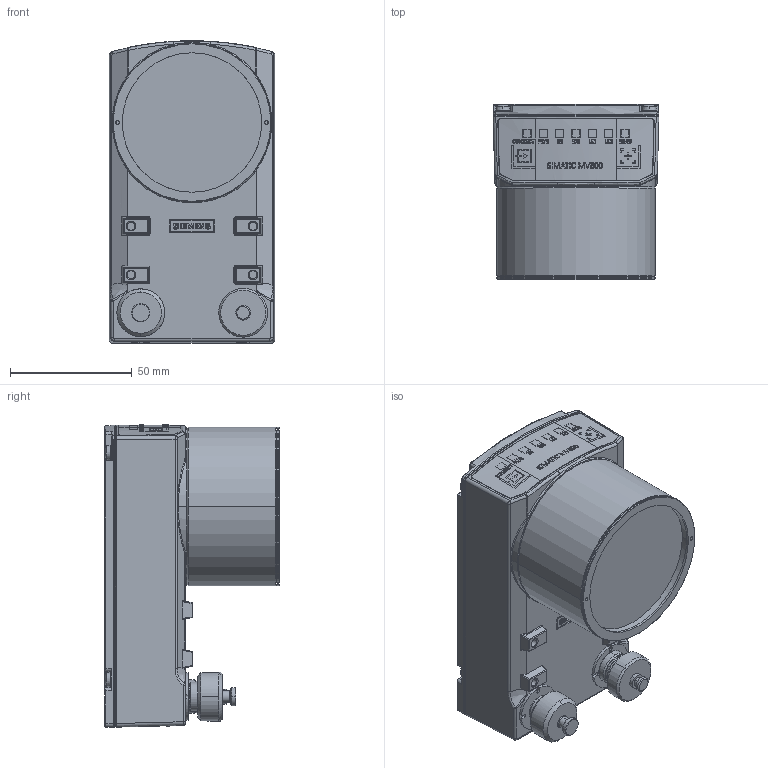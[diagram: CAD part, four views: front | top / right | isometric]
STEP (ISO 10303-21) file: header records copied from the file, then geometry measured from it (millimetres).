
FILE_DESCRIPTION(/* description */ (''),/* implementation_level */ '2;1');
FILE_NAME(/* name */ '6GF3530-0CD10_3d.stp',/* time_stamp */ '2022-12-06T13:03:36+01:00',/* author */ (''),/* organization */ (''),/* preprocessor_version */ 'ST-DEVELOPER v18.102',/* originating_system */ 'SIEMENS PLM Software NX 2023',/* authorisation */ '');
FILE_SCHEMA (('AUTOMOTIVE_DESIGN { 1 0 10303 214 3 1 1 1 }'));
Length unit declared in the file: millimetre
Products named in the file (4): Labeling; Body; Cap; 1844_6GF3530-0CD10_simplf
Assembly tree (3 placements, depth 2):
  1844_6GF3530-0CD10_simplf
    Cap
    Body
    Labeling
Bounding box: 68.05 x 71.71 x 124.02 mm (x, y, z)
Volume: 395415.9 mm3; surface area: 46650.7 mm2
Topology: 3 solids, 73 shells, 1001 faces, 3100 edges, 2260 vertices
Faces by surface type: cylinder 445, plane 323, cone 81, torus 80, bspline 50, sphere 18, extrusion 4
Full cylindrical faces by diameter (mm): 12 x1
Entity records: 48057 total; most frequent: CARTESIAN_POINT 13929, ORIENTED_EDGE 5373, DIRECTION 5198, EDGE_CURVE 3102, VERTEX_POINT 2262, AXIS2_PLACEMENT_3D 1993, VECTOR 1212, LINE 1208
